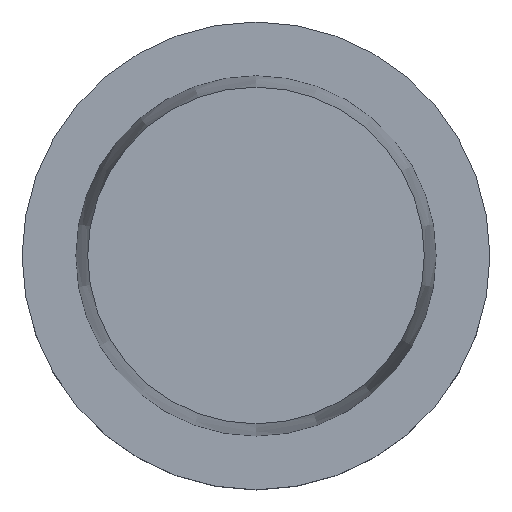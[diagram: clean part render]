
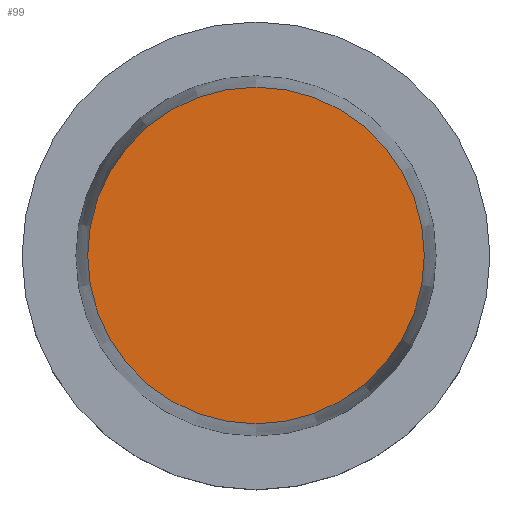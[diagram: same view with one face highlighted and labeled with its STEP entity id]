
A CAD part, top view. The second image highlights one B-rep face of the part: STEP entity #99.
In plain terms, the highlighted planar face has unit normal (0, 0, 1).
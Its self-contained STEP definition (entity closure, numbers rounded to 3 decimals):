
#77=EDGE_CURVE('Unnamed[1]',#191,#191,#192,.T.);
#99=ADVANCED_FACE('Unnamed[1]',(#225),#226,.T.);
#191=VERTEX_POINT('',#339);
#192=CIRCLE('',#340,44.978);
#225=FACE_OUTER_BOUND('',#382,.T.);
#226=PLANE('',#383);
#339=CARTESIAN_POINT('',(0.,44.978,63.));
#340=AXIS2_PLACEMENT_3D('',#503,#504,#505);
#382=EDGE_LOOP('',(#540));
#383=AXIS2_PLACEMENT_3D('',#541,#542,#543);
#503=CARTESIAN_POINT('',(0.,0.,63.));
#504=DIRECTION('',(0.,0.,-1.0));
#505=DIRECTION('',(0.,1.0,0.));
#540=ORIENTED_EDGE('',*,*,#77,.F.);
#541=CARTESIAN_POINT('',(0.,22.489,63.));
#542=DIRECTION('',(0.,0.,1.0));
#543=DIRECTION('',(0.,-1.0,0.));
